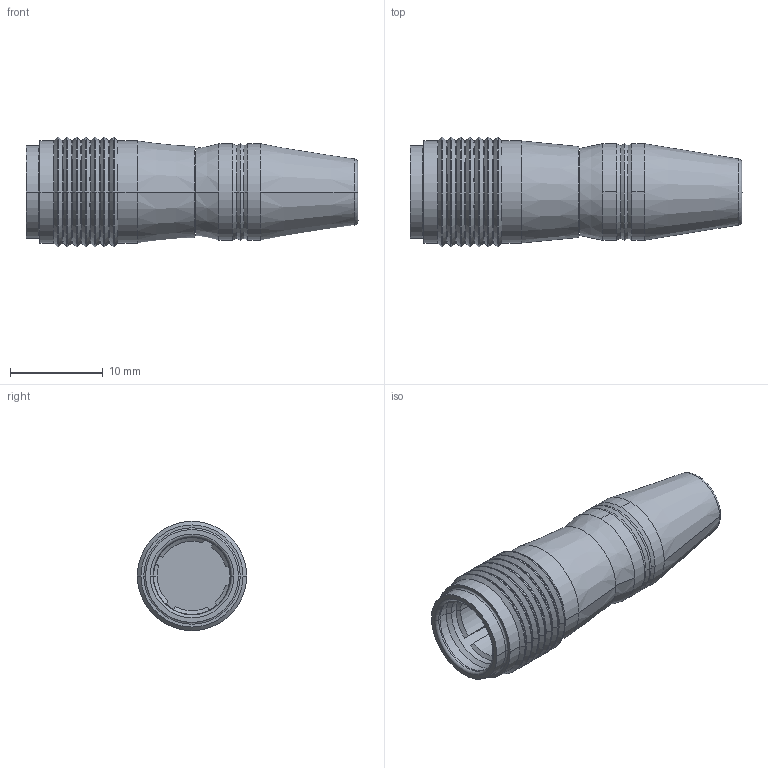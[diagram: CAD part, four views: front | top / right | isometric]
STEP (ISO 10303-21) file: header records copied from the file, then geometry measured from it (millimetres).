
FILE_DESCRIPTION(('CoCreate Modeling STEP Export'),'2;1');
FILE_NAME('HR25A-7J-8P.stp','2012-01-18T16:47:29',(''),(''),'CoCreate Modeling STEP processor for AP214 (Solid Model)','CoCreate Modeling 17.0 01-Apr-2010 (C) Parametric Technology GmbH','');
FILE_SCHEMA(('AUTOMOTIVE_DESIGN { 1 0 10303 214 1 1 1 1 }'));
Length unit declared in the file: millimetre
Products named in the file (1): HR25A-7J-8P
Bounding box: 35.8 x 11.8 x 11.8 mm (x, y, z)
Volume: 2499.2 mm3; surface area: 1638.6 mm2
Topology: 1 solids, 1 shells, 139 faces, 348 edges, 216 vertices
Faces by surface type: cylinder 54, cone 52, plane 27, torus 6
Entity records: 3312 total; most frequent: ORIENTED_EDGE 696, CARTESIAN_POINT 622, DIRECTION 416, EDGE_CURVE 348, VERTEX_POINT 216, EDGE_LOOP 144, AXIS2_PLACEMENT_3D 140, FACE_OUTER_BOUND 139
